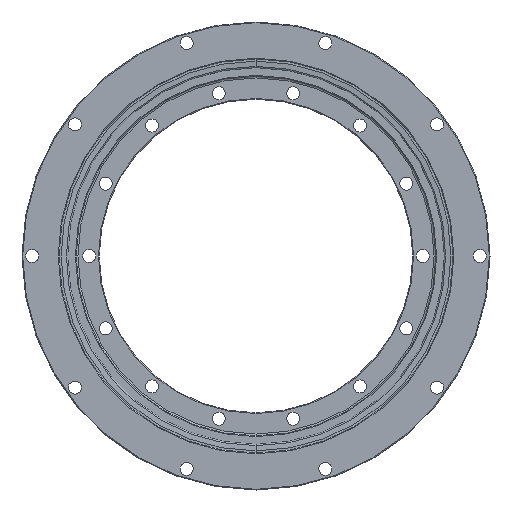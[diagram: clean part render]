
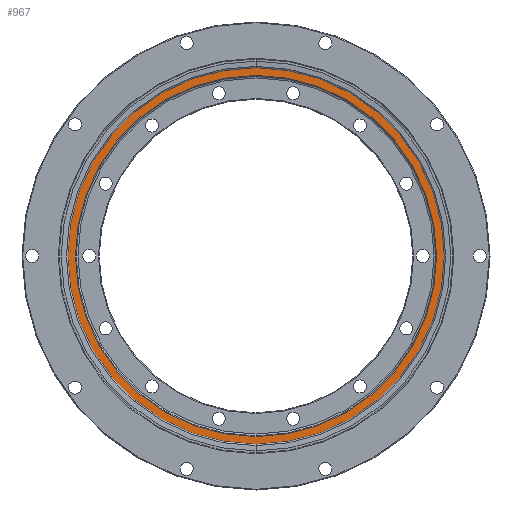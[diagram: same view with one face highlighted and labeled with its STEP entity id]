
A CAD part, front view. The second image highlights one B-rep face of the part: STEP entity #967.
In plain terms, the highlighted planar face has unit normal (0, -1, 0).
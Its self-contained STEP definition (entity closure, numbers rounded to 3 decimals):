
#292 = AXIS2_PLACEMENT_3D ( 'NONE', #8398, #2457, #5795 ) ;
#541 = FACE_BOUND ( 'NONE', #10412, .T. ) ;
#556 = VERTEX_POINT ( 'NONE', #9144 ) ;
#967 = ADVANCED_FACE ( 'NONE', ( #541, #10597 ), #8955, .F. ) ;
#1260 = DIRECTION ( 'NONE',  ( 0., 0., -1. ) ) ;
#1509 = CIRCLE ( 'NONE', #5353, 250. ) ;
#1794 = EDGE_LOOP ( 'NONE', ( #5882, #5657 ) ) ;
#1849 = ORIENTED_EDGE ( 'NONE', *, *, #7662, .F. ) ;
#1954 = VERTEX_POINT ( 'NONE', #4610 ) ;
#2223 = CIRCLE ( 'NONE', #292, 270.25 ) ;
#2457 = DIRECTION ( 'NONE',  ( 0., -1., 0. ) ) ;
#3121 = CARTESIAN_POINT ( 'NONE',  ( 0., -16.5, 0. ) ) ;
#3235 = VERTEX_POINT ( 'NONE', #9401 ) ;
#3671 = DIRECTION ( 'NONE',  ( 0., 0., -1. ) ) ;
#3775 = CARTESIAN_POINT ( 'NONE',  ( 0., -16.5, 0. ) ) ;
#3984 = DIRECTION ( 'NONE',  ( 0., 1., 0. ) ) ;
#4116 = ORIENTED_EDGE ( 'NONE', *, *, #7623, .F. ) ;
#4124 = AXIS2_PLACEMENT_3D ( 'NONE', #3121, #8251, #10658 ) ;
#4295 = EDGE_CURVE ( 'NONE', #3235, #1954, #2223, .T. ) ;
#4610 = CARTESIAN_POINT ( 'NONE',  ( 0., -16.5, -270.25 ) ) ;
#4680 = VERTEX_POINT ( 'NONE', #8530 ) ;
#5343 = AXIS2_PLACEMENT_3D ( 'NONE', #3775, #8687, #3671 ) ;
#5353 = AXIS2_PLACEMENT_3D ( 'NONE', #5422, #8792, #1260 ) ;
#5358 = AXIS2_PLACEMENT_3D ( 'NONE', #9717, #3984, #7242 ) ;
#5422 = CARTESIAN_POINT ( 'NONE',  ( 0., -16.5, 0. ) ) ;
#5657 = ORIENTED_EDGE ( 'NONE', *, *, #7229, .T. ) ;
#5795 = DIRECTION ( 'NONE',  ( 0., 0., -1. ) ) ;
#5882 = ORIENTED_EDGE ( 'NONE', *, *, #4295, .T. ) ;
#6412 = CIRCLE ( 'NONE', #4124, 250. ) ;
#7229 = EDGE_CURVE ( 'NONE', #1954, #3235, #10111, .T. ) ;
#7242 = DIRECTION ( 'NONE',  ( 1., 0., 0. ) ) ;
#7623 = EDGE_CURVE ( 'NONE', #556, #4680, #1509, .T. ) ;
#7662 = EDGE_CURVE ( 'NONE', #4680, #556, #6412, .T. ) ;
#8251 = DIRECTION ( 'NONE',  ( 0., -1., 0. ) ) ;
#8398 = CARTESIAN_POINT ( 'NONE',  ( 0., -16.5, 0. ) ) ;
#8530 = CARTESIAN_POINT ( 'NONE',  ( 0., -16.5, -250. ) ) ;
#8687 = DIRECTION ( 'NONE',  ( 0., -1., 0. ) ) ;
#8792 = DIRECTION ( 'NONE',  ( 0., -1., 0. ) ) ;
#8955 = PLANE ( 'NONE',  #5358 ) ;
#9144 = CARTESIAN_POINT ( 'NONE',  ( 0., -16.5, 250. ) ) ;
#9401 = CARTESIAN_POINT ( 'NONE',  ( 0., -16.5, 270.25 ) ) ;
#9717 = CARTESIAN_POINT ( 'NONE',  ( -270.25, -16.5, 0. ) ) ;
#10111 = CIRCLE ( 'NONE', #5343, 270.25 ) ;
#10412 = EDGE_LOOP ( 'NONE', ( #1849, #4116 ) ) ;
#10597 = FACE_OUTER_BOUND ( 'NONE', #1794, .T. ) ;
#10658 = DIRECTION ( 'NONE',  ( 0., 0., -1. ) ) ;
